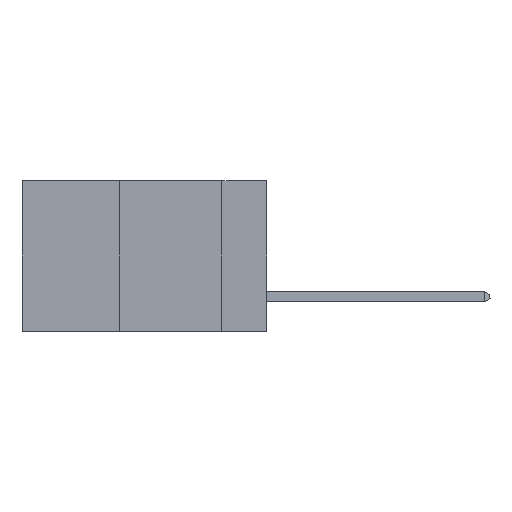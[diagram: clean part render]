
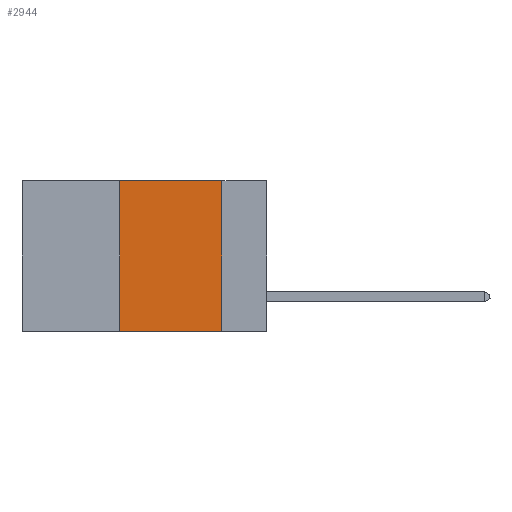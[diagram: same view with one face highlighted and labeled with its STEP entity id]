
A CAD part, left-side view. The second image highlights one B-rep face of the part: STEP entity #2944.
In plain terms, the highlighted planar face has unit normal (-1, 0, 0).
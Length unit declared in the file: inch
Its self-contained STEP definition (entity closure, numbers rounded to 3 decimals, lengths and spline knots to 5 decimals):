
#191 = EDGE_CURVE ( 'NONE', #14273, #5733, #875, .T. ) ;
#196 = CARTESIAN_POINT ( 'NONE',  ( 0., 0.11, 0. ) ) ;
#486 = EDGE_CURVE ( 'NONE', #3055, #14273, #7257, .T. ) ;
#875 = LINE ( 'NONE', #7090, #7900 ) ;
#1376 = CARTESIAN_POINT ( 'NONE',  ( 0., 0.36, 0. ) ) ;
#2156 = ORIENTED_EDGE ( 'NONE', *, *, #9907, .F. ) ;
#2944 = ADVANCED_FACE ( 'NONE', ( #13963 ), #7455, .F. ) ;
#3055 = VERTEX_POINT ( 'NONE', #11535 ) ;
#3515 = VECTOR ( 'NONE', #5371, 39.37008 ) ;
#3740 = DIRECTION ( 'NONE',  ( 0., -1., 0. ) ) ;
#5371 = DIRECTION ( 'NONE',  ( 0., 0., 1. ) ) ;
#5450 = ORIENTED_EDGE ( 'NONE', *, *, #191, .F. ) ;
#5733 = VERTEX_POINT ( 'NONE', #196 ) ;
#5821 = ORIENTED_EDGE ( 'NONE', *, *, #486, .F. ) ;
#6940 = CARTESIAN_POINT ( 'NONE',  ( 0., 0.11, 0. ) ) ;
#7090 = CARTESIAN_POINT ( 'NONE',  ( 0., 0.6, 0. ) ) ;
#7257 = LINE ( 'NONE', #1376, #3515 ) ;
#7279 = DIRECTION ( 'NONE',  ( 1., 0., 0. ) ) ;
#7432 = VECTOR ( 'NONE', #9044, 39.37008 ) ;
#7455 = PLANE ( 'NONE',  #16282 ) ;
#7706 = EDGE_CURVE ( 'NONE', #3055, #13133, #18091, .T. ) ;
#7900 = VECTOR ( 'NONE', #3740, 39.37008 ) ;
#8424 = VECTOR ( 'NONE', #18013, 39.37008 ) ;
#9044 = DIRECTION ( 'NONE',  ( 0., -1., 0. ) ) ;
#9907 = EDGE_CURVE ( 'NONE', #5733, #13133, #15877, .T. ) ;
#10420 = CARTESIAN_POINT ( 'NONE',  ( 0., 0.11, -0.37 ) ) ;
#10893 = ORIENTED_EDGE ( 'NONE', *, *, #7706, .T. ) ;
#11535 = CARTESIAN_POINT ( 'NONE',  ( 0., 0.36, -0.37 ) ) ;
#11761 = EDGE_LOOP ( 'NONE', ( #2156, #5450, #5821, #10893 ) ) ;
#13133 = VERTEX_POINT ( 'NONE', #10420 ) ;
#13963 = FACE_OUTER_BOUND ( 'NONE', #11761, .T. ) ;
#14110 = DIRECTION ( 'NONE',  ( 0., 0., -1. ) ) ;
#14170 = CARTESIAN_POINT ( 'NONE',  ( 0., 0.6, 0. ) ) ;
#14273 = VERTEX_POINT ( 'NONE', #16711 ) ;
#15877 = LINE ( 'NONE', #6940, #8424 ) ;
#16006 = CARTESIAN_POINT ( 'NONE',  ( 0., 0.6, -0.37 ) ) ;
#16282 = AXIS2_PLACEMENT_3D ( 'NONE', #14170, #7279, #14110 ) ;
#16711 = CARTESIAN_POINT ( 'NONE',  ( 0., 0.36, 0. ) ) ;
#18013 = DIRECTION ( 'NONE',  ( 0., 0., -1. ) ) ;
#18091 = LINE ( 'NONE', #16006, #7432 ) ;
